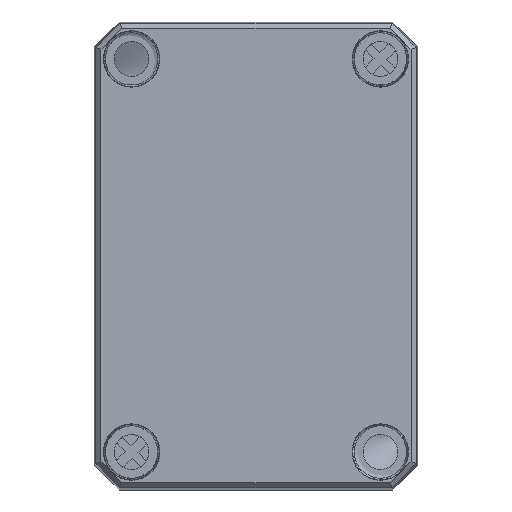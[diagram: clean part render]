
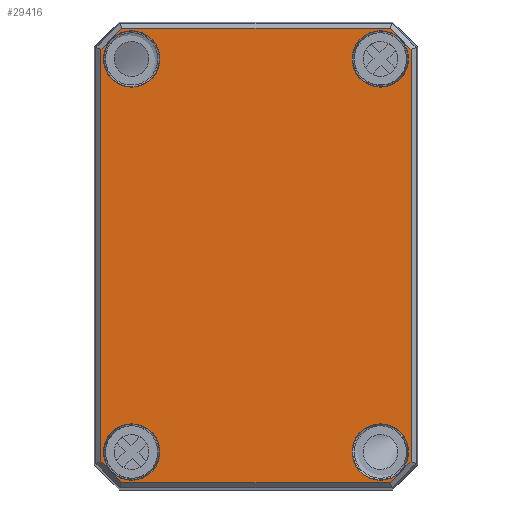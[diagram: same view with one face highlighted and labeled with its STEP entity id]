
A CAD part, top view. The second image highlights one B-rep face of the part: STEP entity #29416.
In plain terms, the highlighted planar face has unit normal (0, 0, 1).
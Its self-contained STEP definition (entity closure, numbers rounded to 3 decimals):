
#257=FACE_BOUND('',#9221,.T.);
#258=FACE_BOUND('',#9222,.T.);
#259=FACE_BOUND('',#9223,.T.);
#260=FACE_BOUND('',#9224,.T.);
#764=PLANE('',#31717);
#2679=LINE('',#52693,#4905);
#2680=LINE('',#52695,#4906);
#2681=LINE('',#52697,#4907);
#2682=LINE('',#52699,#4908);
#2683=LINE('',#52701,#4909);
#2684=LINE('',#52703,#4910);
#2685=LINE('',#52705,#4911);
#2686=LINE('',#52706,#4912);
#4905=VECTOR('',#37639,10.);
#4906=VECTOR('',#37640,10.);
#4907=VECTOR('',#37641,10.);
#4908=VECTOR('',#37642,10.);
#4909=VECTOR('',#37643,10.);
#4910=VECTOR('',#37644,10.);
#4911=VECTOR('',#37645,10.);
#4912=VECTOR('',#37646,10.);
#7278=FACE_OUTER_BOUND('',#9220,.T.);
#9220=EDGE_LOOP('',(#24815,#24816,#24817,#24818,#24819,#24820,#24821,#24822));
#9221=EDGE_LOOP('',(#24823,#24824));
#9222=EDGE_LOOP('',(#24825,#24826));
#9223=EDGE_LOOP('',(#24827));
#9224=EDGE_LOOP('',(#24828));
#11340=CIRCLE('',#31712,5.672);
#11344=CIRCLE('',#31718,5.672);
#11345=CIRCLE('',#31719,5.672);
#11346=CIRCLE('',#31720,5.672);
#11347=CIRCLE('',#31721,5.672);
#11348=CIRCLE('',#31722,5.672);
#13888=VERTEX_POINT('',#52681);
#13891=VERTEX_POINT('',#52691);
#13892=VERTEX_POINT('',#52692);
#13893=VERTEX_POINT('',#52694);
#13894=VERTEX_POINT('',#52696);
#13895=VERTEX_POINT('',#52698);
#13896=VERTEX_POINT('',#52700);
#13897=VERTEX_POINT('',#52702);
#13898=VERTEX_POINT('',#52704);
#13899=VERTEX_POINT('',#52707);
#13900=VERTEX_POINT('',#52708);
#13901=VERTEX_POINT('',#52711);
#13902=VERTEX_POINT('',#52712);
#13903=VERTEX_POINT('',#52715);
#17619=EDGE_CURVE('',#13888,#13888,#11340,.T.);
#17624=EDGE_CURVE('',#13891,#13892,#2679,.T.);
#17625=EDGE_CURVE('',#13893,#13891,#2680,.T.);
#17626=EDGE_CURVE('',#13894,#13893,#2681,.T.);
#17627=EDGE_CURVE('',#13895,#13894,#2682,.T.);
#17628=EDGE_CURVE('',#13896,#13895,#2683,.T.);
#17629=EDGE_CURVE('',#13897,#13896,#2684,.T.);
#17630=EDGE_CURVE('',#13898,#13897,#2685,.T.);
#17631=EDGE_CURVE('',#13892,#13898,#2686,.T.);
#17632=EDGE_CURVE('',#13899,#13900,#11344,.T.);
#17633=EDGE_CURVE('',#13900,#13899,#11345,.T.);
#17634=EDGE_CURVE('',#13901,#13902,#11346,.T.);
#17635=EDGE_CURVE('',#13902,#13901,#11347,.T.);
#17636=EDGE_CURVE('',#13903,#13903,#11348,.T.);
#24815=ORIENTED_EDGE('',*,*,#17624,.F.);
#24816=ORIENTED_EDGE('',*,*,#17625,.F.);
#24817=ORIENTED_EDGE('',*,*,#17626,.F.);
#24818=ORIENTED_EDGE('',*,*,#17627,.F.);
#24819=ORIENTED_EDGE('',*,*,#17628,.F.);
#24820=ORIENTED_EDGE('',*,*,#17629,.F.);
#24821=ORIENTED_EDGE('',*,*,#17630,.F.);
#24822=ORIENTED_EDGE('',*,*,#17631,.F.);
#24823=ORIENTED_EDGE('',*,*,#17632,.F.);
#24824=ORIENTED_EDGE('',*,*,#17633,.F.);
#24825=ORIENTED_EDGE('',*,*,#17634,.F.);
#24826=ORIENTED_EDGE('',*,*,#17635,.F.);
#24827=ORIENTED_EDGE('',*,*,#17636,.F.);
#24828=ORIENTED_EDGE('',*,*,#17619,.F.);
#29416=ADVANCED_FACE('',(#7278,#257,#258,#259,#260),#764,.T.);
#31712=AXIS2_PLACEMENT_3D('',#52682,#37626,#37627);
#31717=AXIS2_PLACEMENT_3D('',#52690,#37637,#37638);
#31718=AXIS2_PLACEMENT_3D('',#52709,#37647,#37648);
#31719=AXIS2_PLACEMENT_3D('',#52710,#37649,#37650);
#31720=AXIS2_PLACEMENT_3D('',#52713,#37651,#37652);
#31721=AXIS2_PLACEMENT_3D('',#52714,#37653,#37654);
#31722=AXIS2_PLACEMENT_3D('',#52716,#37655,#37656);
#37626=DIRECTION('center_axis',(0.,0.,1.));
#37627=DIRECTION('ref_axis',(-1.,0.,0.));
#37637=DIRECTION('center_axis',(0.,0.,1.));
#37638=DIRECTION('ref_axis',(1.,0.,0.));
#37639=DIRECTION('',(0.707,-0.707,0.));
#37640=DIRECTION('',(1.,0.,0.));
#37641=DIRECTION('',(0.707,0.707,0.));
#37642=DIRECTION('',(0.,1.,0.));
#37643=DIRECTION('',(-0.707,0.707,0.));
#37644=DIRECTION('',(-1.,0.,0.));
#37645=DIRECTION('',(-0.707,-0.707,0.));
#37646=DIRECTION('',(0.,-1.,0.));
#37647=DIRECTION('center_axis',(0.,0.,1.));
#37648=DIRECTION('ref_axis',(1.,0.,0.));
#37649=DIRECTION('center_axis',(0.,0.,1.));
#37650=DIRECTION('ref_axis',(1.,0.,0.));
#37651=DIRECTION('center_axis',(0.,0.,1.));
#37652=DIRECTION('ref_axis',(1.,0.,0.));
#37653=DIRECTION('center_axis',(0.,0.,1.));
#37654=DIRECTION('ref_axis',(1.,0.,0.));
#37655=DIRECTION('center_axis',(0.,0.,1.));
#37656=DIRECTION('ref_axis',(-1.,0.,0.));
#52681=CARTESIAN_POINT('',(-19.328,39.5,39.));
#52682=CARTESIAN_POINT('Origin',(-25.,39.5,39.));
#52690=CARTESIAN_POINT('Origin',(0.,0.,
39.));
#52691=CARTESIAN_POINT('',(26.945,45.66,39.));
#52692=CARTESIAN_POINT('',(31.16,41.445,39.));
#52693=CARTESIAN_POINT('',(31.427,41.177,39.));
#52694=CARTESIAN_POINT('',(-26.945,45.66,39.));
#52695=CARTESIAN_POINT('',(-13.75,45.66,39.));
#52696=CARTESIAN_POINT('',(-31.16,41.445,39.));
#52697=CARTESIAN_POINT('',(-33.927,38.677,39.));
#52698=CARTESIAN_POINT('',(-31.16,-41.445,39.));
#52699=CARTESIAN_POINT('',(-31.16,-21.,39.));
#52700=CARTESIAN_POINT('',(-26.945,-45.66,39.));
#52701=CARTESIAN_POINT('',(-31.427,-41.177,39.));
#52702=CARTESIAN_POINT('',(26.945,-45.66,39.));
#52703=CARTESIAN_POINT('',(13.75,-45.66,39.));
#52704=CARTESIAN_POINT('',(31.16,-41.445,39.));
#52705=CARTESIAN_POINT('',(33.927,-38.677,39.));
#52706=CARTESIAN_POINT('',(31.16,21.,39.));
#52707=CARTESIAN_POINT('',(19.328,39.5,39.));
#52708=CARTESIAN_POINT('',(30.672,39.5,39.));
#52709=CARTESIAN_POINT('Origin',(25.,39.5,39.));
#52710=CARTESIAN_POINT('Origin',(25.,39.5,39.));
#52711=CARTESIAN_POINT('',(19.328,-39.5,39.));
#52712=CARTESIAN_POINT('',(30.672,-39.5,39.));
#52713=CARTESIAN_POINT('Origin',(25.,-39.5,39.));
#52714=CARTESIAN_POINT('Origin',(25.,-39.5,39.));
#52715=CARTESIAN_POINT('',(-19.328,-39.5,39.));
#52716=CARTESIAN_POINT('Origin',(-25.,-39.5,39.));
